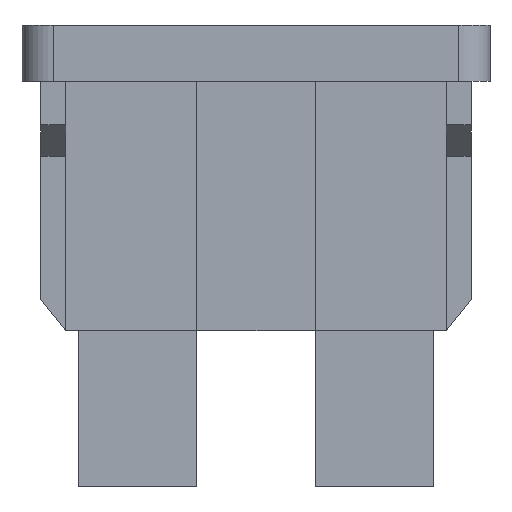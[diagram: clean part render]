
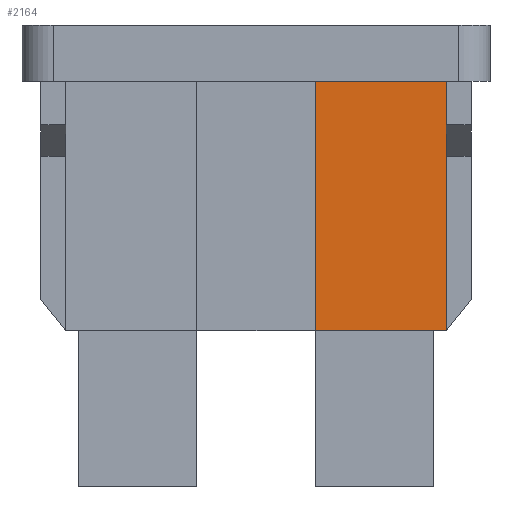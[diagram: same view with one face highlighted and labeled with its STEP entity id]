
A CAD part, front view. The second image highlights one B-rep face of the part: STEP entity #2164.
In plain terms, the highlighted planar face has unit normal (0, -1, 0).
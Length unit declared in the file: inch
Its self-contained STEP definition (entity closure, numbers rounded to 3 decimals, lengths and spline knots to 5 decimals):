
#13 = ORIENTED_EDGE ( 'NONE', *, *, #2647, .T. ) ;
#54 = EDGE_LOOP ( 'NONE', ( #2188, #2665, #947, #13, #262 ) ) ;
#262 = ORIENTED_EDGE ( 'NONE', *, *, #2022, .T. ) ;
#309 = CARTESIAN_POINT ( 'NONE',  ( 0.68, 0.0675, 0. ) ) ;
#316 = CARTESIAN_POINT ( 'NONE',  ( 0.68, 0.0675, -0.10864 ) ) ;
#357 = VECTOR ( 'NONE', #1308, 39.37008 ) ;
#461 = LINE ( 'NONE', #3688, #2976 ) ;
#679 = LINE ( 'NONE', #4008, #3044 ) ;
#807 = EDGE_CURVE ( 'NONE', #2230, #4675, #5882, .T. ) ;
#916 = DIRECTION ( 'NONE',  ( -1., 0., 0. ) ) ;
#947 = ORIENTED_EDGE ( 'NONE', *, *, #807, .F. ) ;
#994 = FACE_OUTER_BOUND ( 'NONE', #54, .T. ) ;
#1047 = VECTOR ( 'NONE', #1451, 39.37008 ) ;
#1308 = DIRECTION ( 'NONE',  ( -1., 0., 0. ) ) ;
#1451 = DIRECTION ( 'NONE',  ( 0., 0., 1. ) ) ;
#1682 = LINE ( 'NONE', #309, #357 ) ;
#2022 = EDGE_CURVE ( 'NONE', #5297, #5805, #461, .T. ) ;
#2164 = ADVANCED_FACE ( 'NONE', ( #994 ), #6381, .F. ) ;
#2188 = ORIENTED_EDGE ( 'NONE', *, *, #5683, .T. ) ;
#2230 = VERTEX_POINT ( 'NONE', #2720 ) ;
#2565 = CARTESIAN_POINT ( 'NONE',  ( 0.47, 0.0675, -0.4 ) ) ;
#2647 = EDGE_CURVE ( 'NONE', #2230, #5297, #679, .T. ) ;
#2665 = ORIENTED_EDGE ( 'NONE', *, *, #4372, .F. ) ;
#2699 = CARTESIAN_POINT ( 'NONE',  ( 0.68, 0.0675, -0.4 ) ) ;
#2720 = CARTESIAN_POINT ( 'NONE',  ( 0.68, 0.0675, -0.4 ) ) ;
#2880 = DIRECTION ( 'NONE',  ( 0., 1., 0. ) ) ;
#2976 = VECTOR ( 'NONE', #4198, 39.37008 ) ;
#3044 = VECTOR ( 'NONE', #3542, 39.37008 ) ;
#3542 = DIRECTION ( 'NONE',  ( 0., 0., 1. ) ) ;
#3688 = CARTESIAN_POINT ( 'NONE',  ( 0.68, 0.0675, -0.4 ) ) ;
#3816 = CARTESIAN_POINT ( 'NONE',  ( 0.68, 0.0675, 0. ) ) ;
#3869 = VECTOR ( 'NONE', #916, 39.37008 ) ;
#3899 = DIRECTION ( 'NONE',  ( 0., 0., 1. ) ) ;
#3951 = CARTESIAN_POINT ( 'NONE',  ( 0.47, 0.0675, -0.4 ) ) ;
#4008 = CARTESIAN_POINT ( 'NONE',  ( 0.68, 0.0675, -0.4 ) ) ;
#4198 = DIRECTION ( 'NONE',  ( 0., 0., 1. ) ) ;
#4372 = EDGE_CURVE ( 'NONE', #4675, #5537, #5826, .T. ) ;
#4675 = VERTEX_POINT ( 'NONE', #2565 ) ;
#4978 = AXIS2_PLACEMENT_3D ( 'NONE', #5873, #2880, #3899 ) ;
#5297 = VERTEX_POINT ( 'NONE', #316 ) ;
#5404 = CARTESIAN_POINT ( 'NONE',  ( 0.47, 0.0675, 0. ) ) ;
#5537 = VERTEX_POINT ( 'NONE', #5404 ) ;
#5683 = EDGE_CURVE ( 'NONE', #5805, #5537, #1682, .T. ) ;
#5805 = VERTEX_POINT ( 'NONE', #3816 ) ;
#5826 = LINE ( 'NONE', #3951, #1047 ) ;
#5873 = CARTESIAN_POINT ( 'NONE',  ( 0.68, 0.0675, -0.4 ) ) ;
#5882 = LINE ( 'NONE', #2699, #3869 ) ;
#6381 = PLANE ( 'NONE',  #4978 ) ;
